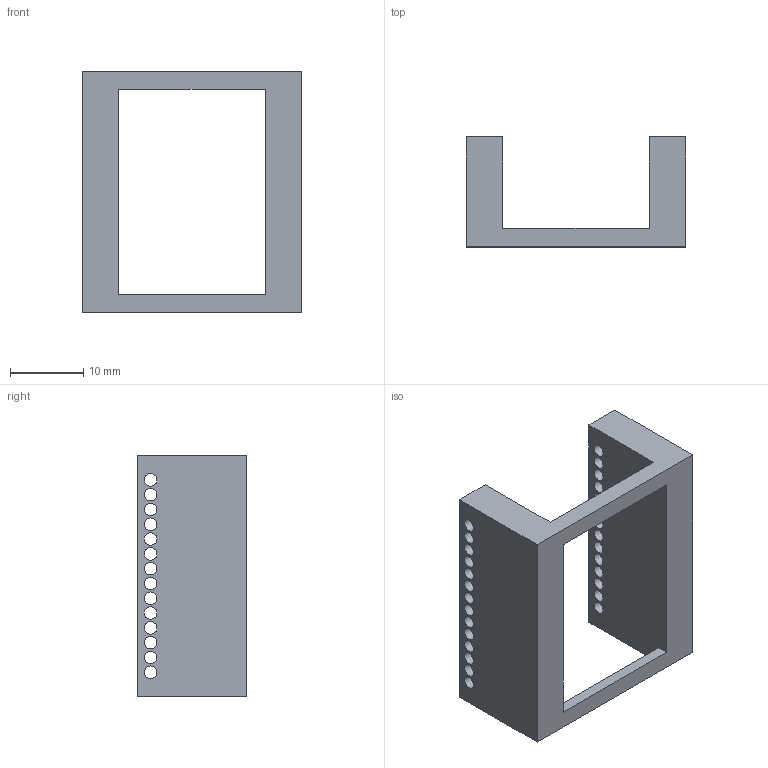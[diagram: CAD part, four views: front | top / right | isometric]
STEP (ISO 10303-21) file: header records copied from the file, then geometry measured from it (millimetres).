
FILE_DESCRIPTION(/* description */ (''),/* implementation_level */ '2;1');
FILE_NAME(/* name */ 'Phantom_v2.step',/* time_stamp */ '2016-10-04T23:43:19+02:00',/* author */ (''),/* organization */ (''),/* preprocessor_version */ 'ST-DEVELOPER v16.5',/* originating_system */ 'Autodesk Translation Framework v5.1.0.3141',/* authorisation */ '');
FILE_SCHEMA (('AUTOMOTIVE_DESIGN { 1 0 10303 214 3 1 1 }'));
Length unit declared in the file: centimetre
Products named in the file (1): Phantom_v1 v0
Bounding box: 30 x 15 x 33 mm (x, y, z)
Volume: 4824.7 mm3; surface area: 3946.4 mm2
Topology: 1 solids, 1 shells, 46 faces, 134 edges, 89 vertices
Faces by surface type: cylinder 28, plane 18
Full cylindrical faces by diameter (mm): 1.72 x28
Entity records: 1546 total; most frequent: DIRECTION 256, CARTESIAN_POINT 242, ORIENTED_EDGE 212, EDGE_LOOP 131, EDGE_CURVE 106, AXIS2_PLACEMENT_3D 103, VERTEX_POINT 89, FACE_BOUND 85
